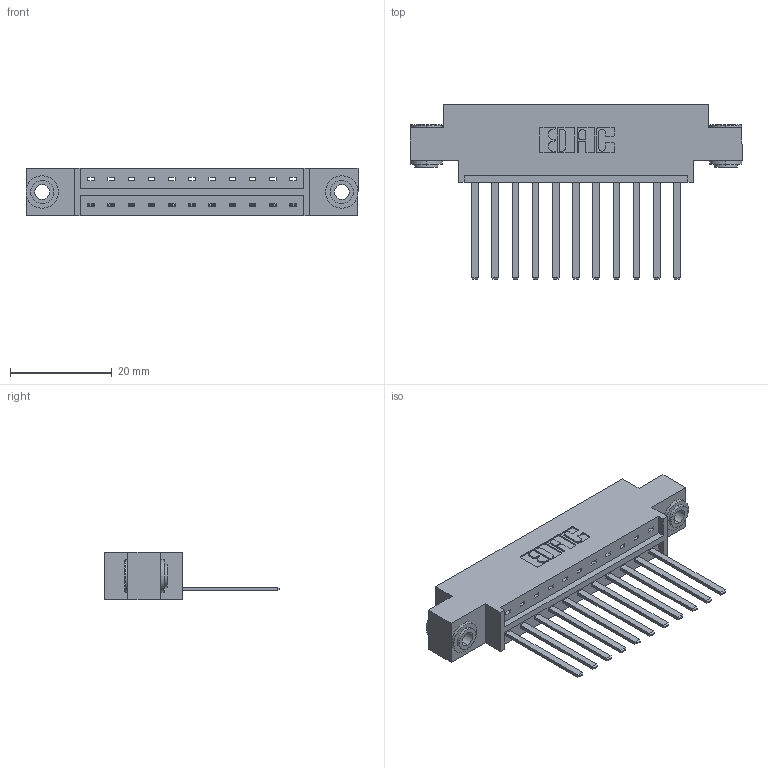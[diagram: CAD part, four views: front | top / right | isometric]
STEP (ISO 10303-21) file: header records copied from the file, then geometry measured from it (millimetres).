
FILE_DESCRIPTION (( 'STEP AP203' ), '1' );
FILE_NAME ('833-011-544-603.STEP', '2020-05-30T20:09:29', ( '' ), ( '' ), 'SwSTEP 2.0', 'SolidWorks 2020', '' );
FILE_SCHEMA (( 'CONFIG_CONTROL_DESIGN' ));
Length unit declared in the file: inch
Products named in the file (4): 833 Part_Offset - .156 Dia - TH; 345-250-002_345-250-002-102; 833-011-544-603; 345-292-001_345-293-144
Assembly tree (14 placements, depth 2):
  833-011-544-603
    833 Part_Offset - .156 Dia - TH
    345-292-001_345-293-144  x11
    345-250-002_345-250-002-102  x2
Bounding box: 65.13 x 34.3 x 9.4 mm (x, y, z)
Volume: 6205.9 mm3; surface area: 7351.5 mm2
Topology: 14 solids, 14 shells, 728 faces, 2137 edges, 1406 vertices
Faces by surface type: plane 502, cylinder 218, cone 8
Entity records: 11332 total; most frequent: CARTESIAN_POINT 1938, ORIENTED_EDGE 1878, DIRECTION 1727, EDGE_CURVE 939, LINE 791, VECTOR 791, VERTEX_POINT 622, AXIS2_PLACEMENT_3D 468
